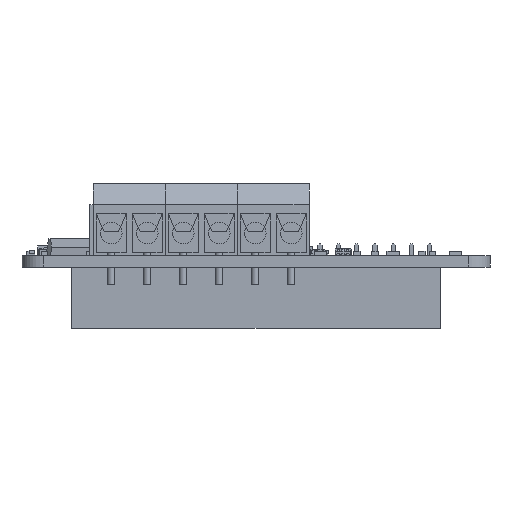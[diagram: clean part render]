
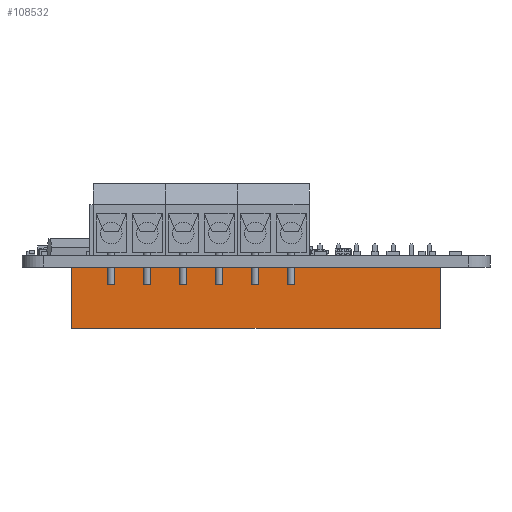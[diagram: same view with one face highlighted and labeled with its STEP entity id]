
A CAD part, front view. The second image highlights one B-rep face of the part: STEP entity #108532.
In plain terms, the highlighted planar face has unit normal (0, -1, 0).
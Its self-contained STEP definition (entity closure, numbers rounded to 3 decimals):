
#4206 = VECTOR ( 'NONE', #13770, 1000. ) ;
#4385 = VERTEX_POINT ( 'NONE', #100205 ) ;
#7731 = LINE ( 'NONE', #74843, #122216 ) ;
#7828 = EDGE_CURVE ( 'NONE', #4385, #138201, #129037, .T. ) ;
#13770 = DIRECTION ( 'NONE',  ( 1., 0., 0. ) ) ;
#14771 = LINE ( 'NONE', #40462, #60559 ) ;
#17316 = CARTESIAN_POINT ( 'NONE',  ( 58.1, 50.03, -8.5 ) ) ;
#21401 = DIRECTION ( 'NONE',  ( 0., 0., -1. ) ) ;
#24998 = DIRECTION ( 'NONE',  ( 0., -1., 0. ) ) ;
#39554 = PLANE ( 'NONE',  #113206 ) ;
#40462 = CARTESIAN_POINT ( 'NONE',  ( 6.9, 50.03, 0. ) ) ;
#41508 = ORIENTED_EDGE ( 'NONE', *, *, #168901, .F. ) ;
#43541 = ORIENTED_EDGE ( 'NONE', *, *, #7828, .T. ) ;
#48150 = EDGE_CURVE ( 'NONE', #4385, #152268, #14771, .T. ) ;
#55707 = CARTESIAN_POINT ( 'NONE',  ( 7.1, 50.03, -8.5 ) ) ;
#60186 = CARTESIAN_POINT ( 'NONE',  ( 6.9, 50.03, 0. ) ) ;
#60351 = EDGE_LOOP ( 'NONE', ( #41508, #121833, #43541, #110468 ) ) ;
#60559 = VECTOR ( 'NONE', #158076, 1000. ) ;
#63125 = FACE_OUTER_BOUND ( 'NONE', #60351, .T. ) ;
#74843 = CARTESIAN_POINT ( 'NONE',  ( 58.1, 50.03, -8.5 ) ) ;
#91370 = EDGE_CURVE ( 'NONE', #139781, #138201, #7731, .T. ) ;
#91978 = VECTOR ( 'NONE', #98571, 1000. ) ;
#98571 = DIRECTION ( 'NONE',  ( 1., 0., 0. ) ) ;
#100205 = CARTESIAN_POINT ( 'NONE',  ( 6.9, 50.03, -8.5 ) ) ;
#100373 = LINE ( 'NONE', #150950, #91978 ) ;
#105358 = DIRECTION ( 'NONE',  ( 0., 0., -1. ) ) ;
#106489 = CARTESIAN_POINT ( 'NONE',  ( 58.1, 50.03, 0. ) ) ;
#108532 = ADVANCED_FACE ( 'NONE', ( #63125 ), #39554, .T. ) ;
#110468 = ORIENTED_EDGE ( 'NONE', *, *, #91370, .F. ) ;
#113206 = AXIS2_PLACEMENT_3D ( 'NONE', #130331, #24998, #105358 ) ;
#121833 = ORIENTED_EDGE ( 'NONE', *, *, #48150, .F. ) ;
#122216 = VECTOR ( 'NONE', #21401, 1000. ) ;
#129037 = LINE ( 'NONE', #55707, #4206 ) ;
#130331 = CARTESIAN_POINT ( 'NONE',  ( 7.1, 50.03, -8.5 ) ) ;
#138201 = VERTEX_POINT ( 'NONE', #17316 ) ;
#139781 = VERTEX_POINT ( 'NONE', #106489 ) ;
#150950 = CARTESIAN_POINT ( 'NONE',  ( 7.1, 50.03, 0. ) ) ;
#152268 = VERTEX_POINT ( 'NONE', #60186 ) ;
#158076 = DIRECTION ( 'NONE',  ( 0., 0., 1. ) ) ;
#168901 = EDGE_CURVE ( 'NONE', #152268, #139781, #100373, .T. ) ;
